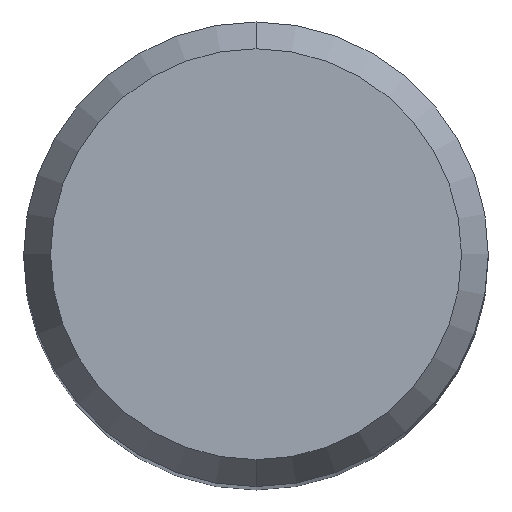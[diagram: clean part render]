
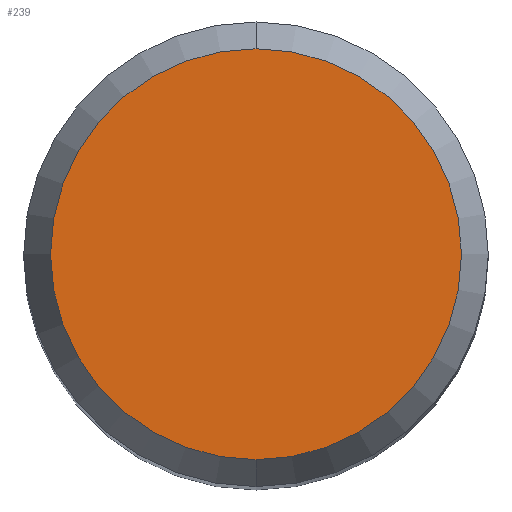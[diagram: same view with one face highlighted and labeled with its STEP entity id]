
A CAD part, top view. The second image highlights one B-rep face of the part: STEP entity #239.
In plain terms, the highlighted planar face has unit normal (0, 0, 1).
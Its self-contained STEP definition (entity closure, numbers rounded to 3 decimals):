
#191=EDGE_CURVE('',#413,#403,#482,.T.);
#207=EDGE_CURVE('',#403,#413,#498,.T.);
#239=ADVANCED_FACE('',(#534),#535,.T.);
#403=VERTEX_POINT('',#719);
#413=VERTEX_POINT('',#731);
#482=CIRCLE('',#854,3.538);
#498=CIRCLE('',#919,3.538);
#534=FACE_OUTER_BOUND('',#958,.T.);
#535=PLANE('',#959);
#719=CARTESIAN_POINT('',(0.,-3.538,0.0));
#731=CARTESIAN_POINT('',(0.0,3.538,0.0));
#854=AXIS2_PLACEMENT_3D('',#1394,#1395,#1396);
#919=AXIS2_PLACEMENT_3D('',#1403,#1404,#1405);
#958=EDGE_LOOP('',(#1445,#1446));
#959=AXIS2_PLACEMENT_3D('',#1447,#1448,#1449);
#1394=CARTESIAN_POINT('',(0.0,0.0,0.0));
#1395=DIRECTION('',(0.0,0.0,-1.0));
#1396=DIRECTION('',(0.0,1.0,0.0));
#1403=CARTESIAN_POINT('',(0.0,0.0,0.0));
#1404=DIRECTION('',(0.0,0.0,-1.0));
#1405=DIRECTION('',(0.0,1.0,0.0));
#1445=ORIENTED_EDGE('',*,*,#191,.F.);
#1446=ORIENTED_EDGE('',*,*,#207,.F.);
#1447=CARTESIAN_POINT('',(0.0,1.769,0.0));
#1448=DIRECTION('',(-0.0,0.0,1.0));
#1449=DIRECTION('',(0.0,-1.0,0.0));
